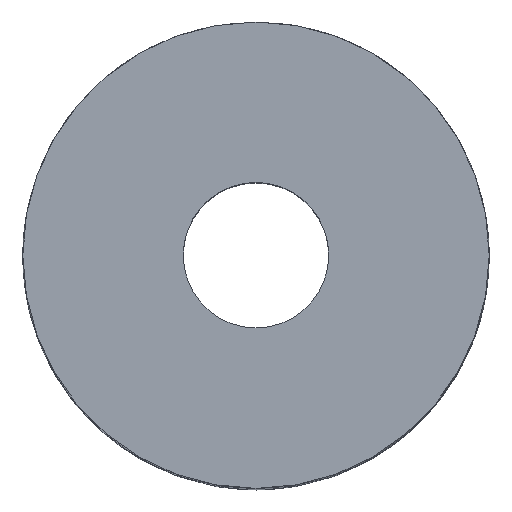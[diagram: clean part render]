
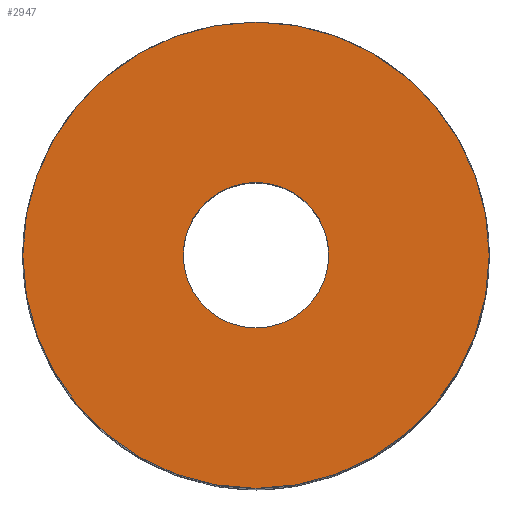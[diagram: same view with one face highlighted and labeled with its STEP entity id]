
A CAD part, top view. The second image highlights one B-rep face of the part: STEP entity #2947.
In plain terms, the highlighted planar face has unit normal (0, 0, 1).
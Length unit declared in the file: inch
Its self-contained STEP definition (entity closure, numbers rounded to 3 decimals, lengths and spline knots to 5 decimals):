
#637=CARTESIAN_POINT('',(0.,0.,0.125));
#638=DIRECTION('',(0.,0.,1.));
#639=DIRECTION('',(1.,0.,0.));
#640=AXIS2_PLACEMENT_3D('',#637,#638,#639);
#1198=CARTESIAN_POINT('',(0.,0.,0.125));
#1199=DIRECTION('',(0.,0.,-1.));
#1200=DIRECTION('',(1.,0.,0.));
#1201=AXIS2_PLACEMENT_3D('',#1198,#1199,#1200);
#2019=CARTESIAN_POINT('',(0.,0.,0.125));
#2020=DIRECTION('',(0.,0.,-1.));
#2021=DIRECTION('',(1.,0.,0.));
#2022=AXIS2_PLACEMENT_3D('',#2019,#2020,#2021);
#2024=CARTESIAN_POINT('',(0.,0.,0.125));
#2025=DIRECTION('',(0.,0.,1.));
#2026=DIRECTION('',(1.,0.,0.));
#2027=AXIS2_PLACEMENT_3D('',#2024,#2025,#2026);
#2033=CARTESIAN_POINT('',(0.0625,0.,0.125));
#2034=CARTESIAN_POINT('',(-0.0625,0.,0.125));
#2035=VERTEX_POINT('',#2033);
#2036=VERTEX_POINT('',#2034);
#2131=CARTESIAN_POINT('',(0.0195,0.,0.125));
#2132=CARTESIAN_POINT('',(-0.0195,0.,0.125));
#2133=VERTEX_POINT('',#2131);
#2134=VERTEX_POINT('',#2132);
#2934=CARTESIAN_POINT('',(0.,0.,0.125));
#2935=DIRECTION('',(0.,0.,1.));
#2936=DIRECTION('',(-1.,0.,0.));
#2937=AXIS2_PLACEMENT_3D('',#2934,#2935,#2936);
#2938=PLANE('',#2937);
#2939=ORIENTED_EDGE('',*,*,#2273,.F.);
#2940=ORIENTED_EDGE('',*,*,#2473,.T.);
#2941=EDGE_LOOP('',(#2939,#2940));
#2942=FACE_OUTER_BOUND('',#2941,.F.);
#2943=ORIENTED_EDGE('',*,*,#2927,.F.);
#2944=ORIENTED_EDGE('',*,*,#2419,.T.);
#2945=EDGE_LOOP('',(#2943,#2944));
#2946=FACE_BOUND('',#2945,.F.);
#2947=ADVANCED_FACE('',(#2942,#2946),#2938,.T.);
#641=CIRCLE('',#640,0.0625);
#1202=CIRCLE('',#1201,0.0625);
#2023=CIRCLE('',#2022,0.0195);
#2028=CIRCLE('',#2027,0.0195);
#2273=EDGE_CURVE('',#2035,#2036,#641,.T.);
#2419=EDGE_CURVE('',#2133,#2134,#2028,.T.);
#2473=EDGE_CURVE('',#2035,#2036,#1202,.T.);
#2927=EDGE_CURVE('',#2133,#2134,#2023,.T.);
